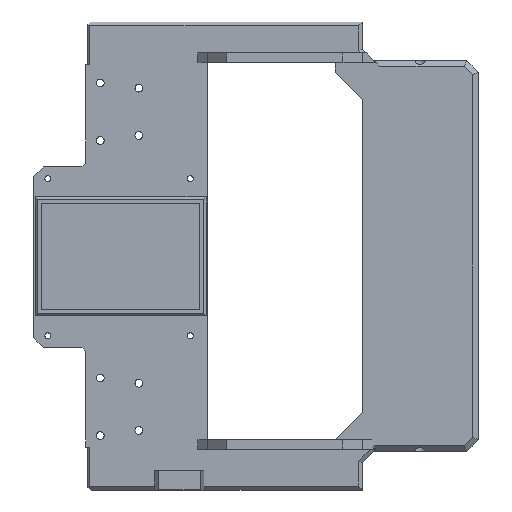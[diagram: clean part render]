
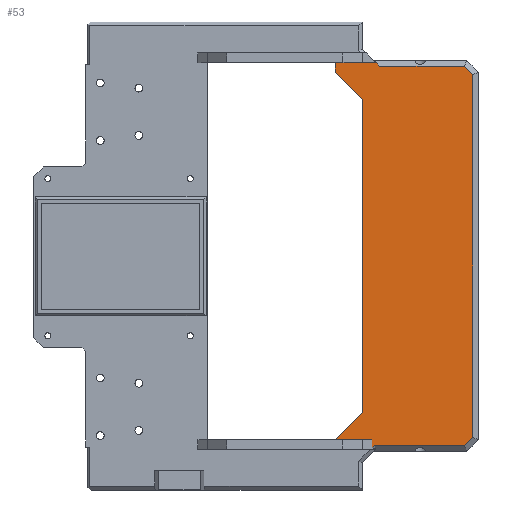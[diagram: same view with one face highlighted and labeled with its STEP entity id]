
A CAD part, top view. The second image highlights one B-rep face of the part: STEP entity #53.
In plain terms, the highlighted planar face has unit normal (0, 0, 1).
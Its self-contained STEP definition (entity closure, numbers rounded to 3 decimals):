
#53=ADVANCED_FACE('',(#167),#169,.T.);
#167=FACE_BOUND('',#168,.T.);
#168=EDGE_LOOP('',(#1109,#1110,#1111,#1112,#1113,#1114,#1115,#1116,#1117,#1118,#1119,
#1120,#1121,#1122));
#169=PLANE('',#170);
#170=AXIS2_PLACEMENT_3D('',#171,#172,#173);
#171=CARTESIAN_POINT('',(0.,0.,85.));
#172=DIRECTION('',(0.,0.,1.));
#173=DIRECTION('',(-1.,0.,0.));
#1109=ORIENTED_EDGE('',*,*,#1711,.F.);
#1110=ORIENTED_EDGE('',*,*,#1712,.T.);
#1111=ORIENTED_EDGE('',*,*,#1713,.F.);
#1112=ORIENTED_EDGE('',*,*,#1714,.T.);
#1113=ORIENTED_EDGE('',*,*,#1715,.F.);
#1114=ORIENTED_EDGE('',*,*,#1716,.F.);
#1115=ORIENTED_EDGE('',*,*,#1717,.F.);
#1116=ORIENTED_EDGE('',*,*,#1718,.F.);
#1117=ORIENTED_EDGE('',*,*,#1719,.T.);
#1118=ORIENTED_EDGE('',*,*,#1720,.F.);
#1119=ORIENTED_EDGE('',*,*,#1721,.T.);
#1120=ORIENTED_EDGE('',*,*,#1722,.F.);
#1121=ORIENTED_EDGE('',*,*,#1723,.T.);
#1122=ORIENTED_EDGE('',*,*,#1724,.F.);
#1711=EDGE_CURVE('',#2012,#2013,#2014,.T.);
#1712=EDGE_CURVE('',#2012,#2015,#2016,.T.);
#1713=EDGE_CURVE('',#2017,#2015,#2018,.F.);
#1714=EDGE_CURVE('',#2017,#2019,#2020,.F.);
#1715=EDGE_CURVE('',#2021,#2019,#2022,.F.);
#1716=EDGE_CURVE('',#2023,#2021,#2024,.T.);
#1717=EDGE_CURVE('',#2025,#2023,#2026,.T.);
#1718=EDGE_CURVE('',#2027,#2025,#2028,.F.);
#1719=EDGE_CURVE('',#2027,#2029,#2030,.F.);
#1720=EDGE_CURVE('',#2031,#2029,#2032,.F.);
#1721=EDGE_CURVE('',#2031,#2033,#2034,.T.);
#1722=EDGE_CURVE('',#2035,#2033,#2036,.F.);
#1723=EDGE_CURVE('',#2035,#2037,#2038,.F.);
#1724=EDGE_CURVE('',#2013,#2037,#2039,.T.);
#2012=VERTEX_POINT('',#2524);
#2013=VERTEX_POINT('',#2525);
#2014=LINE('',#2526,#2527);
#2015=VERTEX_POINT('',#2529);
#2016=LINE('',#2530,#2531);
#2017=VERTEX_POINT('',#2533);
#2018=LINE('',#2534,#2535);
#2019=VERTEX_POINT('',#2537);
#2020=LINE('',#2538,#2539);
#2021=VERTEX_POINT('',#2541);
#2022=LINE('',#2542,#2543);
#2023=VERTEX_POINT('',#2545);
#2024=LINE('',#2546,#2547);
#2025=VERTEX_POINT('',#2549);
#2026=LINE('',#2550,#2551);
#2027=VERTEX_POINT('',#2553);
#2028=LINE('',#2554,#2555);
#2029=VERTEX_POINT('',#2557);
#2030=LINE('',#2558,#2559);
#2031=VERTEX_POINT('',#2561);
#2032=LINE('',#2562,#2563);
#2033=VERTEX_POINT('',#2565);
#2034=LINE('',#2566,#2567);
#2035=VERTEX_POINT('',#2569);
#2036=LINE('',#2570,#2571);
#2037=VERTEX_POINT('',#2573);
#2038=LINE('',#2574,#2575);
#2039=LINE('',#2577,#2578);
#2524=CARTESIAN_POINT('',(-190.873,100.,85.));
#2525=CARTESIAN_POINT('',(-169.873,100.,85.));
#2526=CARTESIAN_POINT('',(-190.873,100.,85.));
#2527=VECTOR('',#2528,1.);
#2528=DIRECTION('',(1.,0.,0.));
#2529=CARTESIAN_POINT('',(-190.873,95.,85.));
#2530=CARTESIAN_POINT('',(-190.873,100.,85.));
#2531=VECTOR('',#2532,1.);
#2532=DIRECTION('',(0.,-1.,0.));
#2533=CARTESIAN_POINT('',(-176.873,81.,85.));
#2534=CARTESIAN_POINT('',(-190.873,95.,85.));
#2535=VECTOR('',#2536,1.);
#2536=DIRECTION('',(0.707,-0.707,0.));
#2537=CARTESIAN_POINT('',(-176.873,-81.,85.));
#2538=CARTESIAN_POINT('',(-176.873,-81.,85.));
#2539=VECTOR('',#2540,1.);
#2540=DIRECTION('',(0.,1.,0.));
#2541=CARTESIAN_POINT('',(-190.873,-95.,85.));
#2542=CARTESIAN_POINT('',(-176.873,-81.,85.));
#2543=VECTOR('',#2544,1.);
#2544=DIRECTION('',(-0.707,-0.707,0.));
#2545=CARTESIAN_POINT('',(-171.873,-95.,85.));
#2546=CARTESIAN_POINT('',(-171.873,-95.,85.));
#2547=VECTOR('',#2548,1.);
#2548=DIRECTION('',(-1.,0.,0.));
#2549=CARTESIAN_POINT('',(-171.873,-99.172,85.));
#2550=CARTESIAN_POINT('',(-171.873,-99.172,85.));
#2551=VECTOR('',#2552,1.);
#2552=DIRECTION('',(0.,1.,0.));
#2553=CARTESIAN_POINT('',(-170.701,-98.,85.));
#2554=CARTESIAN_POINT('',(-171.873,-99.172,85.));
#2555=VECTOR('',#2556,1.);
#2556=DIRECTION('',(0.707,0.707,0.));
#2557=CARTESIAN_POINT('',(-124.115,-98.,85.));
#2558=CARTESIAN_POINT('',(-124.115,-98.,85.));
#2559=VECTOR('',#2560,1.);
#2560=DIRECTION('',(-1.,0.,0.));
#2561=CARTESIAN_POINT('',(-119.873,-93.757,85.));
#2562=CARTESIAN_POINT('',(-124.115,-98.,85.));
#2563=VECTOR('',#2564,1.);
#2564=DIRECTION('',(0.707,0.707,0.));
#2565=CARTESIAN_POINT('',(-119.873,93.757,85.));
#2566=CARTESIAN_POINT('',(-119.873,-93.757,85.));
#2567=VECTOR('',#2568,1.);
#2568=DIRECTION('',(0.,1.,0.));
#2569=CARTESIAN_POINT('',(-124.115,98.,85.));
#2570=CARTESIAN_POINT('',(-119.873,93.757,85.));
#2571=VECTOR('',#2572,1.);
#2572=DIRECTION('',(-0.707,0.707,0.));
#2573=CARTESIAN_POINT('',(-167.873,98.,85.));
#2574=CARTESIAN_POINT('',(-167.873,98.,85.));
#2575=VECTOR('',#2576,1.);
#2576=DIRECTION('',(1.,0.,0.));
#2577=CARTESIAN_POINT('',(-169.873,100.,85.));
#2578=VECTOR('',#2579,1.);
#2579=DIRECTION('',(0.707,-0.707,0.));
